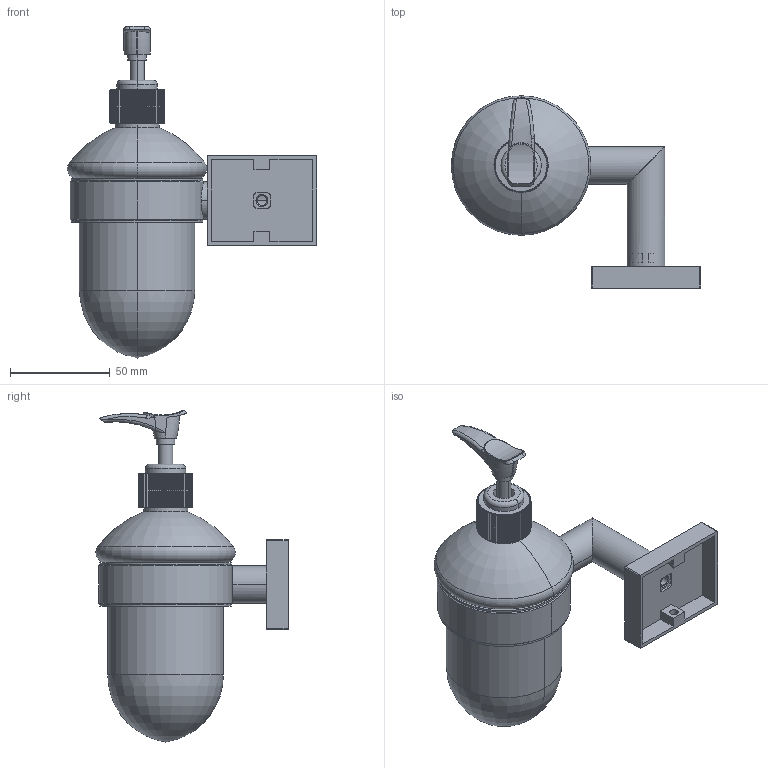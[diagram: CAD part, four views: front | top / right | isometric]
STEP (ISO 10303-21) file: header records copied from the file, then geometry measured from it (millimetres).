
FILE_DESCRIPTION (( 'STEP AP203' ), '1' );
FILE_NAME ('3181S.STEP', '2016-07-20T08:38:14', ( '迾輿躂瑞' ), ( 'WwW.YlmF.CoM' ), 'SwSTEP 2.0', 'SolidWorks 2012', '' );
FILE_SCHEMA (( 'CONFIG_CONTROL_DESIGN' ));
Length unit declared in the file: millimetre
Products named in the file (9): 3181S; FM001; 11单杯圈塑料; 31等戚殤; 31爾え; 31单杯圈; 31戚殤筵奪; 31等裝褐; 31釱
Assembly tree (8 placements, depth 3):
  3181S
    31釱
    31等戚殤
      31等裝褐
      31戚殤筵奪
      31单杯圈
      31爾え
    11单杯圈塑料
    FM001
Bounding box: 125.07 x 96.5 x 166.53 mm (x, y, z)
Volume: 312432.4 mm3; surface area: 67057.9 mm2
Topology: 7 solids, 7 shells, 661 faces, 2028 edges, 1389 vertices
Faces by surface type: cylinder 264, plane 202, torus 170, cone 14, bspline 11
Entity records: 26200 total; most frequent: CARTESIAN_POINT 7982, ORIENTED_EDGE 4052, DIRECTION 3131, EDGE_CURVE 2026, VERTEX_POINT 1389, AXIS2_PLACEMENT_3D 1161, VECTOR 809, LINE 809
